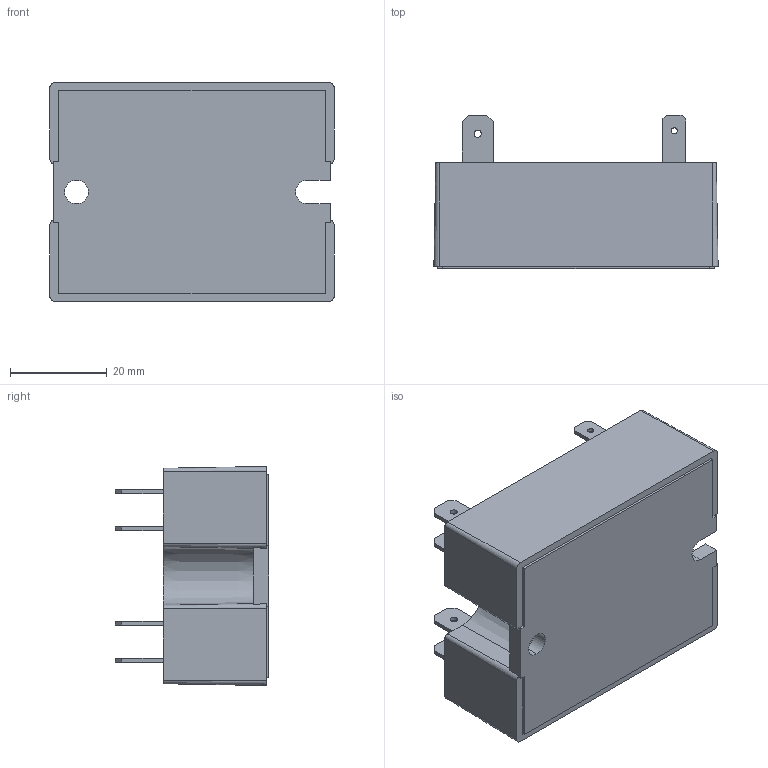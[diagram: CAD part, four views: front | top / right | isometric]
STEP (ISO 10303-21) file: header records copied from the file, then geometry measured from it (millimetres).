
FILE_DESCRIPTION (( 'STEP AP214' ), '1' );
FILE_NAME ('106602.STEP', '2011-07-09T17:53:21', ( 'LALo' ), ( 'Edi Foundation' ), 'SwSTEP 2.0', 'SolidWorks 2011', '' );
FILE_SCHEMA (( 'AUTOMOTIVE_DESIGN' ));
Length unit declared in the file: inch
Products named in the file (1): 106602
Bounding box: 58.77 x 31.65 x 45.3 mm (x, y, z)
Volume: 17838.6 mm3; surface area: 20662.3 mm2
Topology: 1 solids, 2 shells, 293 faces, 806 edges, 536 vertices
Faces by surface type: plane 232, cone 32, cylinder 29
Entity records: 11978 total; most frequent: CARTESIAN_POINT 1768, ORIENTED_EDGE 1612, DIRECTION 1512, EDGE_CURVE 806, LINE 632, VECTOR 632, VERTEX_POINT 536, AXIS2_PLACEMENT_3D 440
